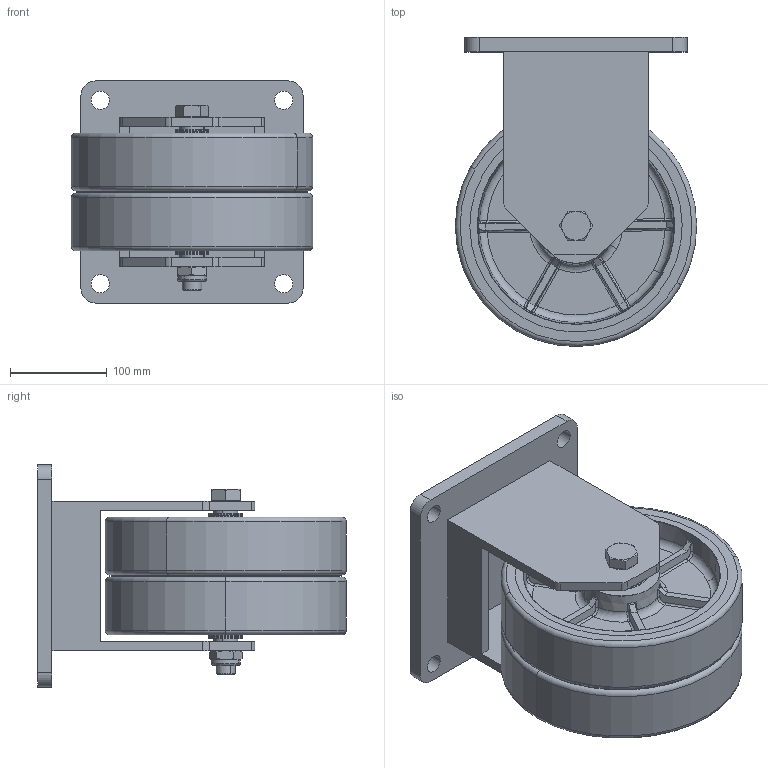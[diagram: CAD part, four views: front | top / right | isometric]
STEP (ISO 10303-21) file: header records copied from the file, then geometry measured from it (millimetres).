
FILE_DESCRIPTION (( 'STEP AP214' ), '1' );
FILE_NAME ('0015655_B-HD-PUZG-250-K_(A-01).step', '2018-11-26T09:39:26', ( '' ), ( '' ), 'SwSTEP 2.0', 'SolidWorks 2018', '' );
FILE_SCHEMA (( 'AUTOMOTIVE_DESIGN' ));
Length unit declared in the file: millimetre
Products named in the file (1): 0015655_B-HD-PUZG-250-K_(A-01)
Bounding box: 250 x 320 x 230 mm (x, y, z)
Surface area: 870513.8 mm2 (no closed solid volume)
Topology: 0 solids, 27 shells, 797 faces, 1966 edges, 1214 vertices
Faces by surface type: bspline 192, plane 179, cylinder 148, torus 148, cone 130
Entity records: 44241 total; most frequent: CARTESIAN_POINT 18054, ORIENTED_EDGE 3868, DIRECTION 3336, EDGE_CURVE 1966, AXIS2_PLACEMENT_3D 1472, VERTEX_POINT 1214, CIRCLE 866, EDGE_LOOP 850
